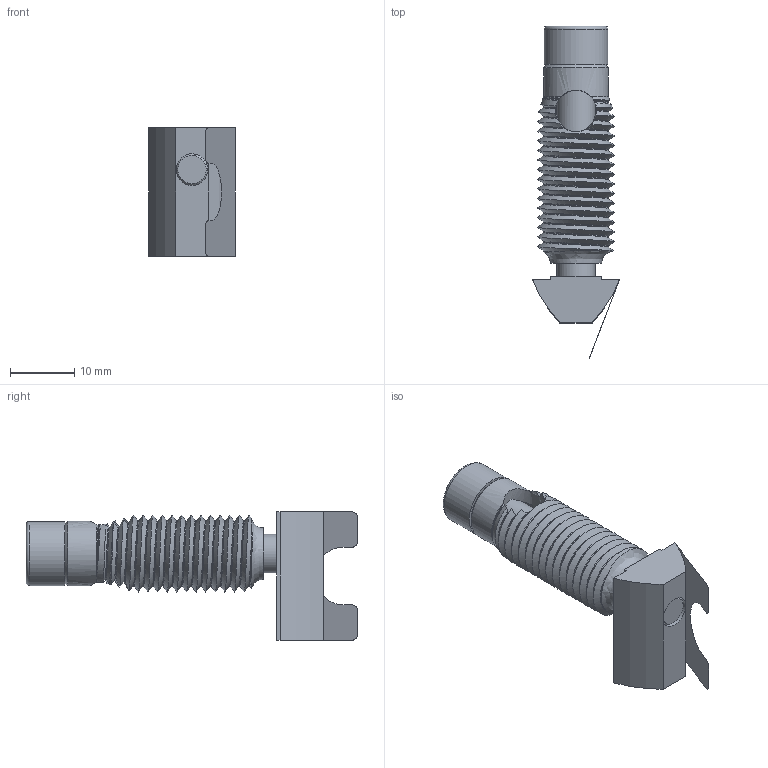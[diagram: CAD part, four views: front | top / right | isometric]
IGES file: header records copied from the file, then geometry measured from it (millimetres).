
Global section: file name: 340640; native system: Autodesk Inventor 2018; preprocessor: unknown; author: Spacek; date: 20191116.080209; units: millimetre
Bounding box: 13.5 x 51.74 x 20 mm (x, y, z)
Volume: 4409.8 mm3; surface area: 4446.1 mm2
Topology: 3 solids, 3 shells, 114 faces, 370 edges, 263 vertices
Faces by surface type: bspline 114
